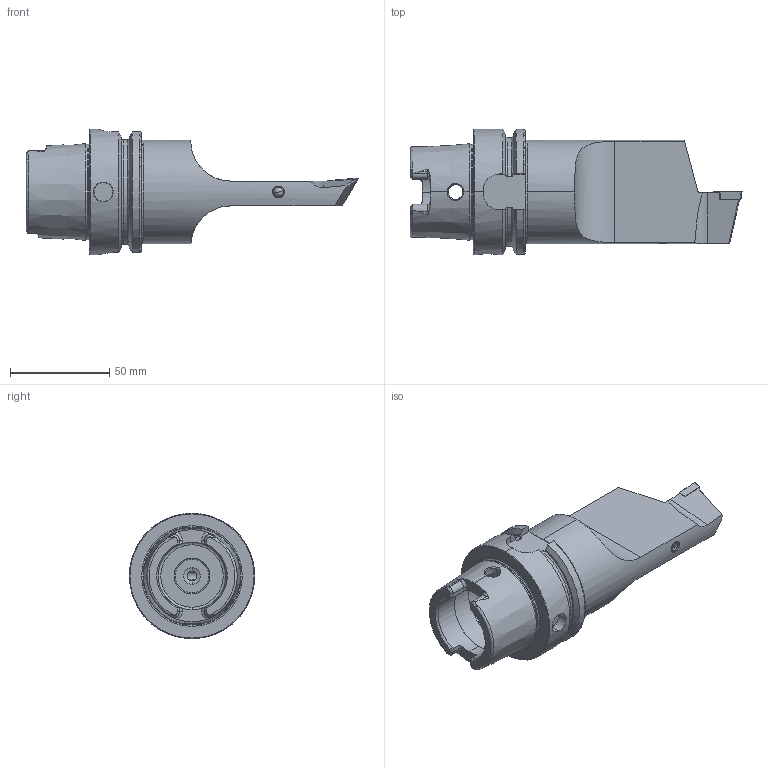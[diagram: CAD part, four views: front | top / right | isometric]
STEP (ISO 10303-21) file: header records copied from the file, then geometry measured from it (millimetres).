
FILE_DESCRIPTION (( 'STEP AP214' ), '1' );
FILE_NAME ('HA6.KDB.LLX.135.STEP', '2022-05-17T06:18:36', ( '' ), ( '' ), 'SwSTEP 2.0', 'SolidWorks 2017', '' );
FILE_SCHEMA (( 'AUTOMOTIVE_DESIGN' ));
Length unit declared in the file: millimetre
Products named in the file (5): KVT_MB_600_060; DCMT11T304; HA6.KDB.LLX.135; WCB-ER2.001.009_A; HA6-KDB.LLX.135_A
Assembly tree (4 placements, depth 2):
  HA6.KDB.LLX.135
    HA6-KDB.LLX.135_A
    KVT_MB_600_060
    WCB-ER2.001.009_A
    DCMT11T304
Bounding box: 166.9 x 63 x 63 mm (x, y, z)
Volume: 182978.6 mm3; surface area: 37603.9 mm2
Topology: 5 solids, 5 shells, 312 faces, 797 edges, 487 vertices
Faces by surface type: cylinder 90, plane 81, cone 80, torus 37, bspline 20, sphere 4
Entity records: 11508 total; most frequent: CARTESIAN_POINT 3910, ORIENTED_EDGE 1564, DIRECTION 1433, EDGE_CURVE 782, AXIS2_PLACEMENT_3D 572, VERTEX_POINT 484, EDGE_LOOP 326, ADVANCED_FACE 312
